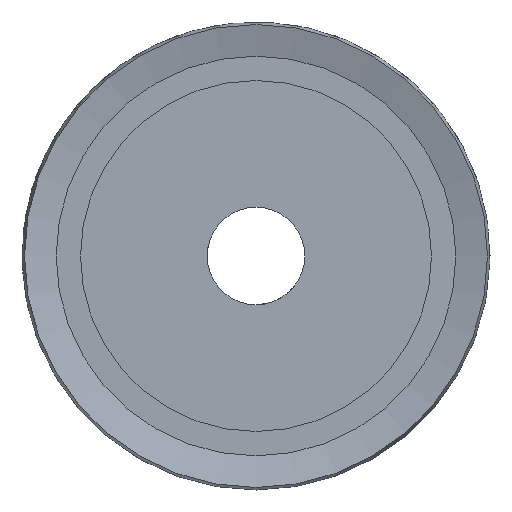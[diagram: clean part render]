
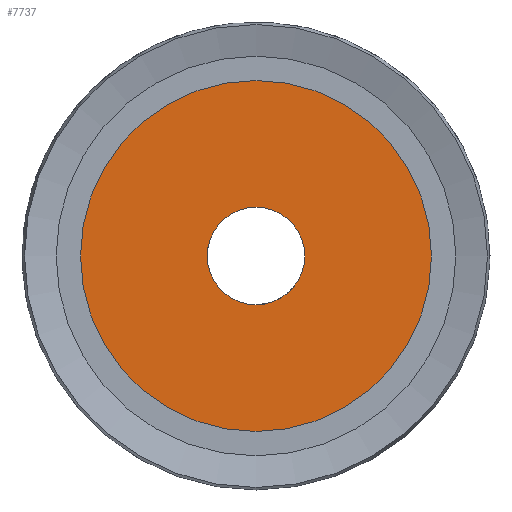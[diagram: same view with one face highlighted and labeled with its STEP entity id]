
A CAD part, left-side view. The second image highlights one B-rep face of the part: STEP entity #7737.
In plain terms, the highlighted planar face has unit normal (-1, 0, 0).
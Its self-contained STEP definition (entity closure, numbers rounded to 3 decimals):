
#44=PLANE('',#8368);
#1268=ORIENTED_EDGE('',*,*,#3716,.F.);
#1269=ORIENTED_EDGE('',*,*,#3450,.T.);
#3450=EDGE_CURVE('',#4690,#4690,#5462,.T.);
#3716=EDGE_CURVE('',#4924,#4924,#5579,.T.);
#4690=VERTEX_POINT('',#12500);
#4924=VERTEX_POINT('',#13183);
#5462=CIRCLE('',#8179,5.);
#5579=CIRCLE('',#8369,18.);
#6351=EDGE_LOOP('',(#1268));
#6352=EDGE_LOOP('',(#1269));
#6859=FACE_BOUND('',#6351,.T.);
#6860=FACE_BOUND('',#6352,.T.);
#7737=ADVANCED_FACE('',(#6859,#6860),#44,.F.);
#8179=AXIS2_PLACEMENT_3D('',#12499,#9487,#9488);
#8368=AXIS2_PLACEMENT_3D('',#13181,#9981,#9982);
#8369=AXIS2_PLACEMENT_3D('',#13182,#9983,#9984);
#9487=DIRECTION('',(1.,0.,0.));
#9488=DIRECTION('',(0.,0.,-1.));
#9981=DIRECTION('',(1.,0.,0.));
#9982=DIRECTION('',(0.,0.,-1.));
#9983=DIRECTION('',(1.,0.,0.));
#9984=DIRECTION('',(0.,0.,-1.));
#12499=CARTESIAN_POINT('',(0.,0.,0.));
#12500=CARTESIAN_POINT('',(0.,0.,-5.));
#13181=CARTESIAN_POINT('',(0.,0.,0.));
#13182=CARTESIAN_POINT('',(0.,0.,0.));
#13183=CARTESIAN_POINT('',(0.,0.,-18.));
